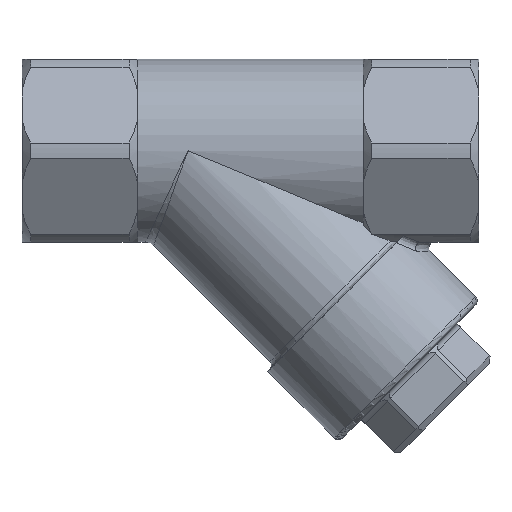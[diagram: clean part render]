
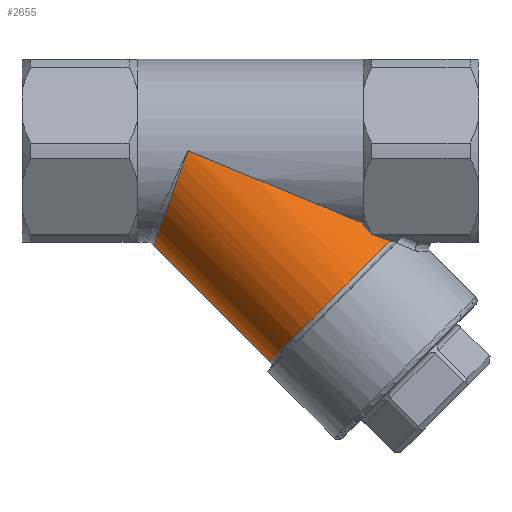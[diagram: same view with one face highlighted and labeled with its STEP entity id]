
A CAD part, left-side view. The second image highlights one B-rep face of the part: STEP entity #2655.
In plain terms, the highlighted cylindrical face has radius 16 mm (diameter 32 mm), a partial arc.
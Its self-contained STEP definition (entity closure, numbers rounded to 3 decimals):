
#59=ELLIPSE('',#2717,41.81,16.);
#62=ELLIPSE('',#2759,22.627,16.);
#63=ELLIPSE('',#2806,45.255,16.);
#64=ELLIPSE('',#2842,46.308,16.);
#65=ELLIPSE('',#2844,17.652,16.);
#79=B_SPLINE_CURVE_WITH_KNOTS('',3,(#3459,#3460,#3461,#3462),
 .UNSPECIFIED.,.F.,.F.,(4,4),(0.058,0.062),
 .UNSPECIFIED.);
#136=B_SPLINE_CURVE_WITH_KNOTS('',3,(#3997,#3998,#3999,#4000),
 .UNSPECIFIED.,.F.,.F.,(4,4),(0.,0.002),
 .UNSPECIFIED.);
#161=CYLINDRICAL_SURFACE('',#2841,16.);
#772=ORIENTED_EDGE('',*,*,#1181,.T.);
#773=ORIENTED_EDGE('',*,*,#1182,.T.);
#774=ORIENTED_EDGE('',*,*,#993,.T.);
#775=ORIENTED_EDGE('',*,*,#1139,.T.);
#776=ORIENTED_EDGE('',*,*,#1178,.T.);
#777=ORIENTED_EDGE('',*,*,#1067,.T.);
#778=ORIENTED_EDGE('',*,*,#1015,.F.);
#779=ORIENTED_EDGE('',*,*,#1180,.F.);
#780=ORIENTED_EDGE('',*,*,#1183,.T.);
#781=ORIENTED_EDGE('',*,*,#1184,.F.);
#993=EDGE_CURVE('',#1279,#1280,#79,.T.);
#1015=EDGE_CURVE('',#1299,#1300,#59,.T.);
#1067=EDGE_CURVE('',#1347,#1300,#62,.T.);
#1139=EDGE_CURVE('',#1280,#1402,#63,.T.);
#1178=EDGE_CURVE('',#1402,#1347,#136,.T.);
#1180=EDGE_CURVE('',#1404,#1299,#1517,.T.);
#1181=EDGE_CURVE('',#1405,#1406,#64,.T.);
#1182=EDGE_CURVE('',#1406,#1279,#1518,.T.);
#1183=EDGE_CURVE('',#1404,#1407,#65,.F.);
#1184=EDGE_CURVE('',#1405,#1407,#1519,.T.);
#1279=VERTEX_POINT('',#3463);
#1280=VERTEX_POINT('',#3464);
#1299=VERTEX_POINT('',#3538);
#1300=VERTEX_POINT('',#3540);
#1347=VERTEX_POINT('',#3648);
#1402=VERTEX_POINT('',#3820);
#1404=VERTEX_POINT('',#4015);
#1405=VERTEX_POINT('',#4019);
#1406=VERTEX_POINT('',#4020);
#1407=VERTEX_POINT('',#4023);
#1517=CIRCLE('',#2840,16.);
#1518=CIRCLE('',#2843,16.);
#1519=CIRCLE('',#2845,16.);
#1599=EDGE_LOOP('',(#772,#773,#774,#775,#776,#777,#778,#779,#780,#781));
#1721=FACE_BOUND('',#1599,.T.);
#2655=ADVANCED_FACE('',(#1721),#161,.T.);
#2717=AXIS2_PLACEMENT_3D('',#3539,#2951,#2952);
#2759=AXIS2_PLACEMENT_3D('',#3647,#3054,#3055);
#2806=AXIS2_PLACEMENT_3D('',#3819,#3182,#3183);
#2840=AXIS2_PLACEMENT_3D('',#4016,#3250,#3251);
#2841=AXIS2_PLACEMENT_3D('',#4017,#3252,#3253);
#2842=AXIS2_PLACEMENT_3D('',#4018,#3254,#3255);
#2843=AXIS2_PLACEMENT_3D('',#4021,#3256,#3257);
#2844=AXIS2_PLACEMENT_3D('',#4022,#3258,#3259);
#2845=AXIS2_PLACEMENT_3D('',#4024,#3260,#3261);
#2951=DIRECTION('',(0.,-0.383,0.924));
#2952=DIRECTION('',(0.,-0.924,-0.383));
#3054=DIRECTION('',(0.,1.,0.));
#3055=DIRECTION('',(0.,0.,1.));
#3182=DIRECTION('',(-0.866,0.,-0.5));
#3183=DIRECTION('',(-0.327,0.756,0.567));
#3250=DIRECTION('',(0.,0.707,0.707));
#3251=DIRECTION('',(-1.,0.,0.));
#3252=DIRECTION('',(0.,-0.707,-0.707));
#3253=DIRECTION('',(0.,0.707,-0.707));
#3254=DIRECTION('',(0.,0.419,-0.908));
#3255=DIRECTION('',(0.,-0.908,-0.419));
#3256=DIRECTION('',(0.,0.707,0.707));
#3257=DIRECTION('',(0.,-0.707,0.707));
#3258=DIRECTION('',(0.,0.94,0.342));
#3259=DIRECTION('',(0.,-0.342,0.94));
#3260=DIRECTION('',(0.,0.707,0.707));
#3261=DIRECTION('',(-1.,0.,0.));
#3459=CARTESIAN_POINT('',(-8.038,-24.479,-15.826));
#3460=CARTESIAN_POINT('',(-8.78,-23.493,-15.449));
#3461=CARTESIAN_POINT('',(-9.427,-22.458,-15.056));
#3462=CARTESIAN_POINT('',(-10.014,-21.392,-14.656));
#3463=CARTESIAN_POINT('',(-8.038,-24.479,-15.826));
#3464=CARTESIAN_POINT('',(-10.014,-21.392,-14.656));
#3538=CARTESIAN_POINT('',(-16.,10.796,-0.048));
#3539=CARTESIAN_POINT('',(0.,10.912,0.));
#3540=CARTESIAN_POINT('',(-9.731,-19.75,-12.7));
#3647=CARTESIAN_POINT('',(0.,-19.75,-30.662));
#3648=CARTESIAN_POINT('',(-9.9,-19.75,-12.886));
#3819=CARTESIAN_POINT('',(0.,-21.088,-32.));
#3820=CARTESIAN_POINT('',(-10.084,-21.189,-14.534));
#3997=CARTESIAN_POINT('',(-10.084,-21.189,-14.534));
#3998=CARTESIAN_POINT('',(-10.027,-20.707,-13.986));
#3999=CARTESIAN_POINT('',(-9.966,-20.227,-13.437));
#4000=CARTESIAN_POINT('',(-9.9,-19.75,-12.886));
#4015=CARTESIAN_POINT('',(-15.998,11.005,-0.257));
#4016=CARTESIAN_POINT('',(0.,10.83,-0.082));
#4017=CARTESIAN_POINT('',(0.,10.83,-0.082));
#4018=CARTESIAN_POINT('',(0.,10.912,0.));
#4019=CARTESIAN_POINT('',(16.,10.8,-0.052));
#4020=CARTESIAN_POINT('',(8.843,-24.125,-16.18));
#4021=CARTESIAN_POINT('',(0.,-14.697,-25.608));
#4022=CARTESIAN_POINT('',(0.,10.912,0.));
#4023=CARTESIAN_POINT('',(15.998,11.005,-0.257));
#4024=CARTESIAN_POINT('',(0.,10.83,-0.082));
